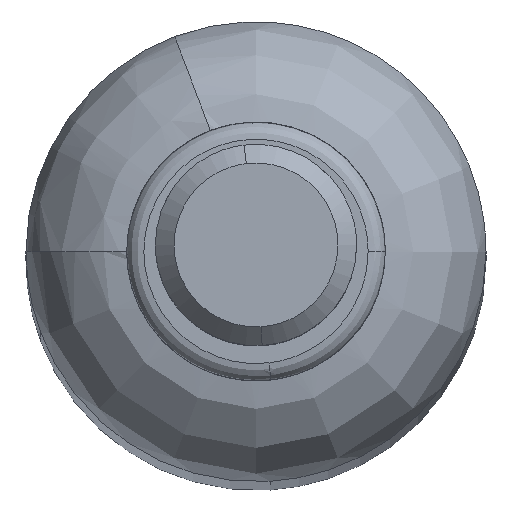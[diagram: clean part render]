
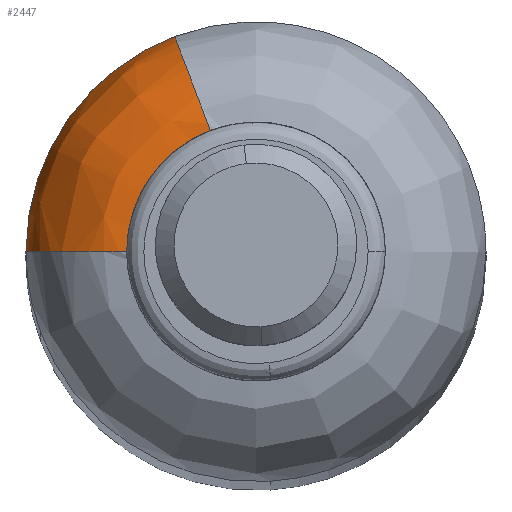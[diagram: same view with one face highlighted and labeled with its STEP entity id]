
A CAD part, top view. The second image highlights one B-rep face of the part: STEP entity #2447.
In plain terms, the highlighted free-form (B-spline) face has degree [2, 2] with [7, 3] control points.
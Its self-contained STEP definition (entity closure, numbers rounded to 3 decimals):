
#1782=CARTESIAN_POINT('',(-4.,0.0,-2.0));
#1783=VERTEX_POINT('',#1782);
#1797=CARTESIAN_POINT('',(-1.413,3.742,-2.));
#1798=VERTEX_POINT('',#1797);
#1799=CARTESIAN_POINT('',(-4.,0.0,-2.0));
#1800=CARTESIAN_POINT('',(-4.,2.765,-2.));
#1801=CARTESIAN_POINT('',(-1.413,3.742,-2.));
#1809=(BOUNDED_CURVE()B_SPLINE_CURVE(2,(#1799,#1800,#1801),.UNSPECIFIED.,.F.,.U.)B_SPLINE_CURVE_WITH_KNOTS((3,3),(0.0,0.19),.UNSPECIFIED.)CURVE()GEOMETRIC_REPRESENTATION_ITEM()RATIONAL_B_SPLINE_CURVE((1.0,0.777,0.893))REPRESENTATION_ITEM(''));
#1810=EDGE_CURVE('',#1783,#1798,#1809,.T.);
#2331=CARTESIAN_POINT('',(-0.707,1.871,0.));
#2332=VERTEX_POINT('',#2331);
#2350=CARTESIAN_POINT('',(-2.,0.0,0.));
#2351=VERTEX_POINT('',#2350);
#2367=CARTESIAN_POINT('',(-4.,0.0,-2.0));
#2368=CARTESIAN_POINT('',(-4.,0.0,0.));
#2369=CARTESIAN_POINT('',(-2.,0.0,0.));
#2377=(BOUNDED_CURVE()B_SPLINE_CURVE(2,(#2367,#2368,#2369),.UNSPECIFIED.,.F.,.U.)B_SPLINE_CURVE_WITH_KNOTS((3,3),(0.5,0.75),.UNSPECIFIED.)CURVE()GEOMETRIC_REPRESENTATION_ITEM()RATIONAL_B_SPLINE_CURVE((1.0,0.707,1.))REPRESENTATION_ITEM(''));
#2378=EDGE_CURVE('',#1783,#2351,#2377,.T.);
#2384=CARTESIAN_POINT('',(-1.413,3.742,-2.));
#2385=CARTESIAN_POINT('',(-1.413,3.742,0.));
#2386=CARTESIAN_POINT('',(-0.707,1.871,0.));
#2394=(BOUNDED_CURVE()B_SPLINE_CURVE(2,(#2384,#2385,#2386),.UNSPECIFIED.,.F.,.U.)B_SPLINE_CURVE_WITH_KNOTS((3,3),(0.5,0.75),.UNSPECIFIED.)CURVE()GEOMETRIC_REPRESENTATION_ITEM()RATIONAL_B_SPLINE_CURVE((0.893,0.632,0.893))REPRESENTATION_ITEM(''));
#2395=EDGE_CURVE('',#1798,#2332,#2394,.T.);
#2400=CARTESIAN_POINT('',(-3.997,0.0,-2.114));
#2401=CARTESIAN_POINT('',(-4.,0.0,-2.057));
#2402=CARTESIAN_POINT('',(-4.,0.0,-2.0));
#2403=CARTESIAN_POINT('',(-4.,0.0,0.));
#2404=CARTESIAN_POINT('',(-2.,0.0,0.));
#2405=CARTESIAN_POINT('',(-1.928,0.0,0.));
#2406=CARTESIAN_POINT('',(-1.857,0.0,-0.005));
#2407=CARTESIAN_POINT('',(-3.997,2.763,-2.114));
#2408=CARTESIAN_POINT('',(-4.,2.765,-2.057));
#2409=CARTESIAN_POINT('',(-4.,2.765,-2.));
#2410=CARTESIAN_POINT('',(-4.,2.765,0.));
#2411=CARTESIAN_POINT('',(-2.,1.383,0.));
#2412=CARTESIAN_POINT('',(-1.928,1.333,0.));
#2413=CARTESIAN_POINT('',(-1.857,1.284,-0.005));
#2414=CARTESIAN_POINT('',(-1.412,3.739,-2.114));
#2415=CARTESIAN_POINT('',(-1.413,3.742,-2.057));
#2416=CARTESIAN_POINT('',(-1.413,3.742,-2.));
#2417=CARTESIAN_POINT('',(-1.413,3.742,0.));
#2418=CARTESIAN_POINT('',(-0.707,1.871,0.));
#2419=CARTESIAN_POINT('',(-0.681,1.804,0.));
#2420=CARTESIAN_POINT('',(-0.656,1.737,-0.005));
#2428=(BOUNDED_SURFACE()B_SPLINE_SURFACE(2,2,((#2400,#2407,#2414),(#2401,#2408,#2415),(#2402,#2409,#2416),(#2403,#2410,#2417),(#2404,#2411,#2418),(#2405,#2412,#2419),(#2406,#2413,#2420)),.UNSPECIFIED.,.F.,.F.,.U.)B_SPLINE_SURFACE_WITH_KNOTS((3,2,2,3),(3,3),(0.0,0.133,3.446,3.612),(0.0,4.988),.UNSPECIFIED.)GEOMETRIC_REPRESENTATION_ITEM()RATIONAL_B_SPLINE_SURFACE(((0.978,0.76,0.873),(0.988,0.768,0.883),(1.0,0.777,0.893),(0.707,0.55,0.632),(1.0,0.777,0.893),(0.985,0.766,0.88),(0.972,0.756,0.868)))REPRESENTATION_ITEM('')SURFACE());
#2429=CARTESIAN_POINT('',(-2.,0.0,0.));
#2430=CARTESIAN_POINT('',(-2.,1.383,0.0));
#2431=CARTESIAN_POINT('',(-0.707,1.871,0.));
#2439=(BOUNDED_CURVE()B_SPLINE_CURVE(2,(#2429,#2430,#2431),.UNSPECIFIED.,.F.,.U.)B_SPLINE_CURVE_WITH_KNOTS((3,3),(0.0,0.19),.UNSPECIFIED.)CURVE()GEOMETRIC_REPRESENTATION_ITEM()RATIONAL_B_SPLINE_CURVE((1.0,0.777,0.893))REPRESENTATION_ITEM(''));
#2440=EDGE_CURVE('',#2351,#2332,#2439,.T.);
#2441=ORIENTED_EDGE('',*,*,#2440,.T.);
#2442=ORIENTED_EDGE('',*,*,#2395,.F.);
#2443=ORIENTED_EDGE('',*,*,#1810,.F.);
#2444=ORIENTED_EDGE('',*,*,#2378,.T.);
#2445=EDGE_LOOP('',(#2441,#2442,#2443,#2444));
#2446=FACE_OUTER_BOUND('',#2445,.T.);
#2447=ADVANCED_FACE('',(#2446),#2428,.T.);
